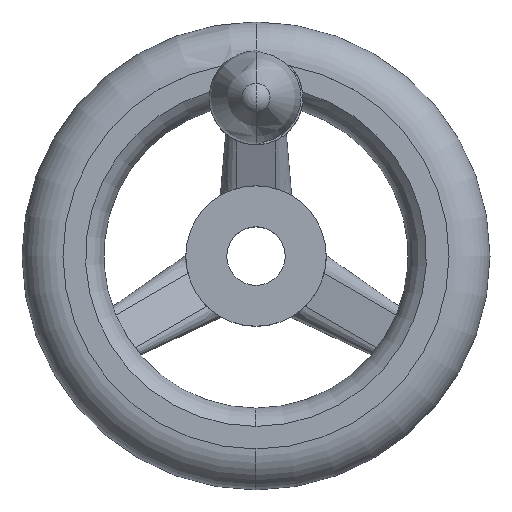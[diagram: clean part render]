
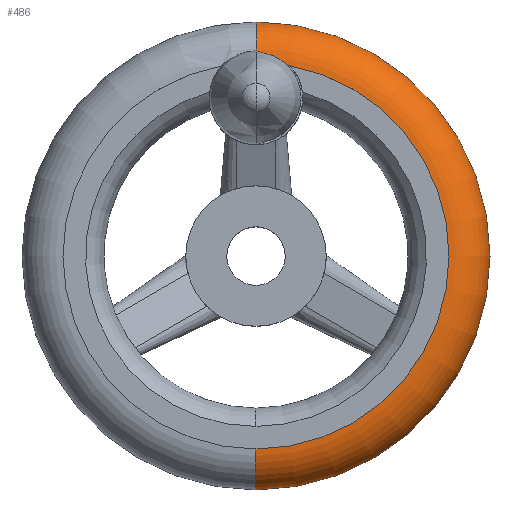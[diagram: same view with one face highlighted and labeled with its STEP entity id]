
A CAD part, top view. The second image highlights one B-rep face of the part: STEP entity #486.
In plain terms, the highlighted toroidal (fillet/blend) face has major radius 33 mm and minor radius 7 mm.
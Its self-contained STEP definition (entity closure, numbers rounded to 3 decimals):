
#306=VERTEX_POINT('',#816);
#318=EDGE_CURVE('',#306,#450,#828,.T.);
#450=VERTEX_POINT('',#976);
#486=ADVANCED_FACE('',(#1016),#1017,.T.);
#496=EDGE_CURVE('',#722,#676,#1027,.T.);
#508=EDGE_CURVE('',#534,#722,#1040,.T.);
#534=VERTEX_POINT('',#1067);
#548=EDGE_CURVE('',#450,#534,#1081,.T.);
#676=VERTEX_POINT('',#1224);
#722=VERTEX_POINT('',#1278);
#742=EDGE_CURVE('',#676,#306,#1302,.T.);
#816=CARTESIAN_POINT('',(0.,-33.0,29.0));
#828=CIRCLE('',#1475,7.0);
#976=CARTESIAN_POINT('',(0.,-40.0,22.0));
#1016=FACE_OUTER_BOUND('',#1898,.T.);
#1017=TOROIDAL_SURFACE('',#1899,33.0,7.0);
#1027=CIRCLE('',#1926,33.0);
#1040=CIRCLE('',#1943,7.0);
#1067=CARTESIAN_POINT('',(0.,40.0,22.0));
#1081=CIRCLE('',#2014,40.0);
#1224=CARTESIAN_POINT('',(5.827,32.481,29.));
#1278=CARTESIAN_POINT('',(0.,33.0,29.0));
#1302=CIRCLE('',#2413,33.0);
#1475=AXIS2_PLACEMENT_3D('',#2502,#2503,#2504);
#1898=EDGE_LOOP('',(#2744,#2745,#2746,#2747,#2748));
#1899=AXIS2_PLACEMENT_3D('',#2749,#2750,#2751);
#1926=AXIS2_PLACEMENT_3D('',#2758,#2759,#2760);
#1943=AXIS2_PLACEMENT_3D('',#2778,#2779,#2780);
#2014=AXIS2_PLACEMENT_3D('',#2808,#2809,#2810);
#2413=AXIS2_PLACEMENT_3D('',#3088,#3089,#3090);
#2502=CARTESIAN_POINT('',(0.,-33.0,22.0));
#2503=DIRECTION('',(1.0,0.,0.));
#2504=DIRECTION('',(0.,-1.0,0.));
#2744=ORIENTED_EDGE('',*,*,#548,.T.);
#2745=ORIENTED_EDGE('',*,*,#508,.T.);
#2746=ORIENTED_EDGE('',*,*,#496,.T.);
#2747=ORIENTED_EDGE('',*,*,#742,.T.);
#2748=ORIENTED_EDGE('',*,*,#318,.T.);
#2749=CARTESIAN_POINT('',(0.,0.,22.0));
#2750=DIRECTION('',(0.,0.,1.0));
#2751=DIRECTION('',(0.,1.0,0.0));
#2758=CARTESIAN_POINT('',(0.,0.,29.0));
#2759=DIRECTION('',(0.,0.,-1.0));
#2760=DIRECTION('',(0.,1.0,0.));
#2778=CARTESIAN_POINT('',(0.,33.0,22.0));
#2779=DIRECTION('',(1.0,0.,0.));
#2780=DIRECTION('',(0.,1.0,0.));
#2808=CARTESIAN_POINT('',(0.,0.,22.0));
#2809=DIRECTION('',(0.,0.,1.0));
#2810=DIRECTION('',(1.0,0.0,0.));
#3088=CARTESIAN_POINT('',(0.,0.,29.0));
#3089=DIRECTION('',(0.,0.,-1.0));
#3090=DIRECTION('',(0.,1.0,0.));
